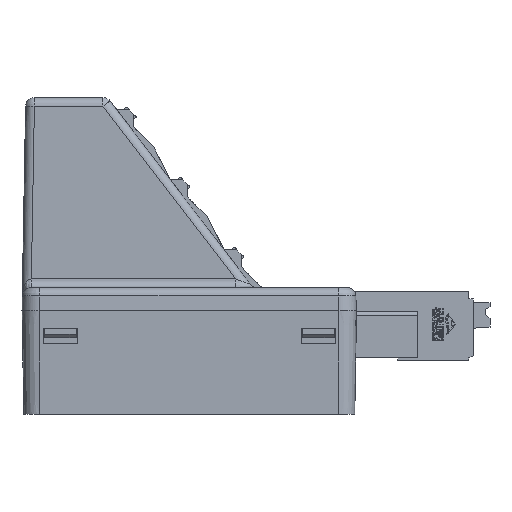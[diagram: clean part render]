
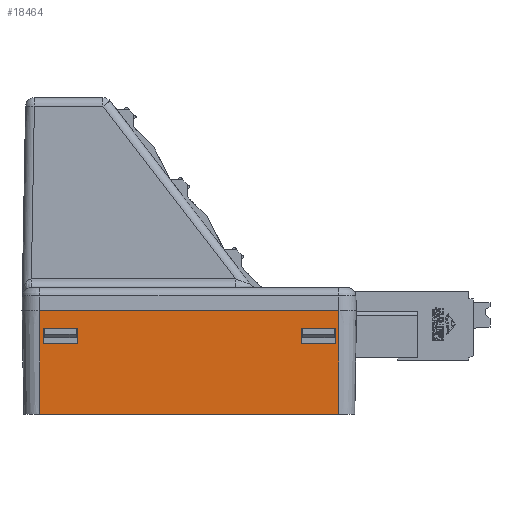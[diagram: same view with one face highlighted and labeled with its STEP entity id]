
A CAD part, left-side view. The second image highlights one B-rep face of the part: STEP entity #18464.
In plain terms, the highlighted planar face has unit normal (-1, 0, -0.018).
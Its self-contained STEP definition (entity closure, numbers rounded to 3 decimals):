
#18464=ADVANCED_FACE('',(#24146,#24147,#24148),#21124,.T.);
#21124=PLANE('',#71482);
#24146=FACE_BOUND('',#24999,.T.);
#24147=FACE_BOUND('',#25000,.T.);
#24148=FACE_BOUND('',#25001,.T.);
#24999=EDGE_LOOP('',(#31969,#31970,#31971,#31972));
#25000=EDGE_LOOP('',(#31973,#31974,#31975,#31976));
#25001=EDGE_LOOP('',(#31977,#31978,#31979,#31980));
#31969=ORIENTED_EDGE('',*,*,#51355,.T.);
#31970=ORIENTED_EDGE('',*,*,#51319,.T.);
#31971=ORIENTED_EDGE('',*,*,#51356,.T.);
#31972=ORIENTED_EDGE('',*,*,#49884,.T.);
#31973=ORIENTED_EDGE('',*,*,#51224,.F.);
#31974=ORIENTED_EDGE('',*,*,#51223,.F.);
#31975=ORIENTED_EDGE('',*,*,#51221,.F.);
#31976=ORIENTED_EDGE('',*,*,#51219,.T.);
#31977=ORIENTED_EDGE('',*,*,#51216,.F.);
#31978=ORIENTED_EDGE('',*,*,#51215,.F.);
#31979=ORIENTED_EDGE('',*,*,#51213,.F.);
#31980=ORIENTED_EDGE('',*,*,#51211,.T.);
#44644=VERTEX_POINT('',#91660);
#44645=VERTEX_POINT('',#91662);
#45457=VERTEX_POINT('',#94622);
#45458=VERTEX_POINT('',#94624);
#45459=VERTEX_POINT('',#94628);
#45460=VERTEX_POINT('',#94632);
#45461=VERTEX_POINT('',#94638);
#45462=VERTEX_POINT('',#94640);
#45463=VERTEX_POINT('',#94644);
#45464=VERTEX_POINT('',#94648);
#45535=VERTEX_POINT('',#94858);
#45536=VERTEX_POINT('',#94860);
#49884=EDGE_CURVE('',#44645,#44644,#57605,.T.);
#51211=EDGE_CURVE('',#45457,#45458,#58555,.T.);
#51213=EDGE_CURVE('',#45457,#45459,#58557,.T.);
#51215=EDGE_CURVE('',#45459,#45460,#58559,.T.);
#51216=EDGE_CURVE('',#45460,#45458,#58560,.T.);
#51219=EDGE_CURVE('',#45461,#45462,#58563,.T.);
#51221=EDGE_CURVE('',#45461,#45463,#58565,.T.);
#51223=EDGE_CURVE('',#45463,#45464,#58567,.T.);
#51224=EDGE_CURVE('',#45464,#45462,#58568,.T.);
#51319=EDGE_CURVE('',#45536,#45535,#58634,.T.);
#51355=EDGE_CURVE('',#44644,#45536,#58647,.T.);
#51356=EDGE_CURVE('',#45535,#44645,#58648,.T.);
#57605=LINE('',#91661,#64698);
#58555=LINE('',#94625,#65648);
#58557=LINE('',#94629,#65650);
#58559=LINE('',#94633,#65652);
#58560=LINE('',#94635,#65653);
#58563=LINE('',#94641,#65656);
#58565=LINE('',#94645,#65658);
#58567=LINE('',#94649,#65660);
#58568=LINE('',#94651,#65661);
#58634=LINE('',#94859,#65727);
#58647=LINE('',#94984,#65740);
#58648=LINE('',#94985,#65741);
#64698=VECTOR('',#75635,1.);
#65648=VECTOR('',#78377,1.);
#65650=VECTOR('',#78381,1.);
#65652=VECTOR('',#78385,1.);
#65653=VECTOR('',#78388,1.);
#65656=VECTOR('',#78393,1.);
#65658=VECTOR('',#78397,1.);
#65660=VECTOR('',#78401,1.);
#65661=VECTOR('',#78404,1.);
#65727=VECTOR('',#78580,1.);
#65740=VECTOR('',#78657,1.);
#65741=VECTOR('',#78658,1.);
#71482=AXIS2_PLACEMENT_3D('',#94986,#78659,#78660);
#75635=DIRECTION('',(0.,-1.,0.));
#78377=DIRECTION('',(-0.017,0.,1.));
#78381=DIRECTION('',(0.,-1.,0.));
#78385=DIRECTION('',(-0.017,0.,1.));
#78388=DIRECTION('',(0.,1.,0.));
#78393=DIRECTION('',(-0.017,0.,1.));
#78397=DIRECTION('',(0.,-1.,0.));
#78401=DIRECTION('',(-0.017,0.,1.));
#78404=DIRECTION('',(0.,1.,0.));
#78580=DIRECTION('',(0.,1.,0.));
#78657=DIRECTION('',(-0.017,0.,1.));
#78658=DIRECTION('',(0.017,0.,-1.));
#78659=DIRECTION('',(-1.,0.,-0.017));
#78660=DIRECTION('',(-0.017,0.,1.));
#91660=CARTESIAN_POINT('',(-172.088,8.926,3.106));
#91661=CARTESIAN_POINT('',(-172.088,86.311,3.106));
#91662=CARTESIAN_POINT('',(-172.088,42.926,3.106));
#94622=CARTESIAN_POINT('',(-172.228,42.532,11.112));
#94624=CARTESIAN_POINT('',(-172.259,42.532,12.912));
#94625=CARTESIAN_POINT('',(-172.229,42.532,11.2));
#94628=CARTESIAN_POINT('',(-172.228,38.632,11.112));
#94629=CARTESIAN_POINT('',(-172.228,26.926,11.112));
#94632=CARTESIAN_POINT('',(-172.259,38.632,12.912));
#94633=CARTESIAN_POINT('',(-172.294,38.632,14.912));
#94635=CARTESIAN_POINT('',(-172.259,26.926,12.912));
#94638=CARTESIAN_POINT('',(-172.228,13.221,11.112));
#94640=CARTESIAN_POINT('',(-172.259,13.221,12.912));
#94641=CARTESIAN_POINT('',(-172.229,13.221,11.2));
#94644=CARTESIAN_POINT('',(-172.228,9.321,11.112));
#94645=CARTESIAN_POINT('',(-172.228,25.926,11.112));
#94648=CARTESIAN_POINT('',(-172.259,9.321,12.912));
#94649=CARTESIAN_POINT('',(-172.294,9.321,14.912));
#94651=CARTESIAN_POINT('',(-172.259,25.926,12.912));
#94858=CARTESIAN_POINT('',(-172.294,42.928,14.912));
#94859=CARTESIAN_POINT('',(-172.294,25.926,14.912));
#94860=CARTESIAN_POINT('',(-172.294,8.926,14.912));
#94984=CARTESIAN_POINT('',(-172.294,8.926,14.912));
#94985=CARTESIAN_POINT('',(-172.294,42.926,14.912));
#94986=CARTESIAN_POINT('',(-172.294,25.926,14.912));
